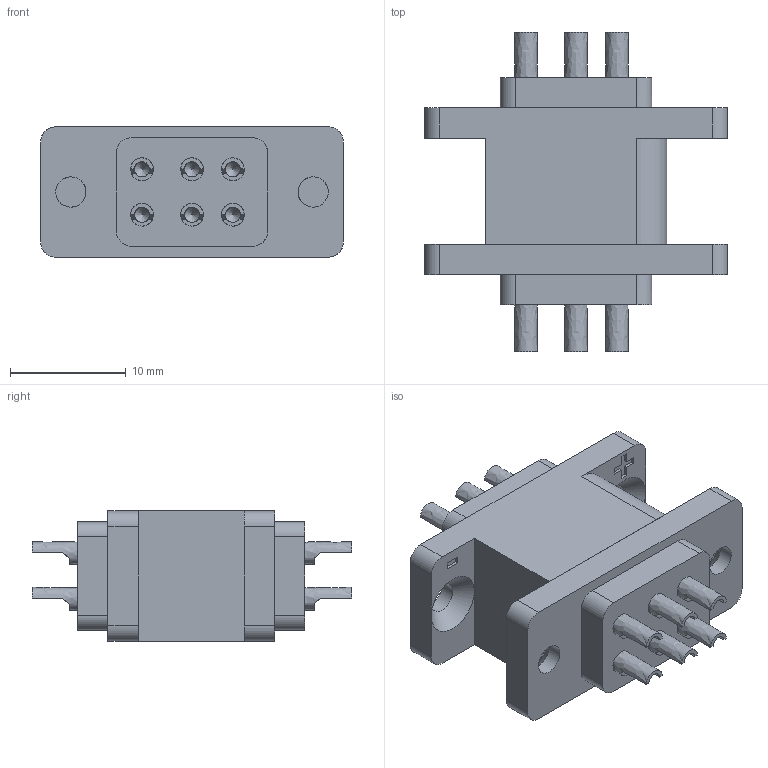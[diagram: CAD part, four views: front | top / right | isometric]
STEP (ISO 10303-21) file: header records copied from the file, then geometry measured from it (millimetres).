
FILE_DESCRIPTION(('FreeCAD Model'),'2;1');
FILE_NAME('Open CASCADE Shape Model','2025-04-26T15:44:00',('FreeCAD'),( 'FreeCAD'),'Open CASCADE STEP processor 7.6','FreeCAD','Unknown');
FILE_SCHEMA(('AUTOMOTIVE_DESIGN { 1 0 10303 214 1 1 1 1 }'));
Length unit declared in the file: millimetre
Products named in the file (1): Open CASCADE STEP translator 7.6 1
Bounding box: 26.21 x 27.65 x 11.27 mm (x, y, z)
Volume: 3667.3 mm3; surface area: 6056.2 mm2
Topology: 14 solids, 16 shells, 363 faces, 879 edges, 557 vertices
Faces by surface type: bspline 363
Entity records: 11966 total; most frequent: CARTESIAN_POINT 6911, ORIENTED_EDGE 1702, EDGE_CURVE 851, VERTEX_POINT 555, B_SPLINE_CURVE_WITH_KNOTS 492, FACE_BOUND 432, EDGE_LOOP 432, ADVANCED_FACE 358
